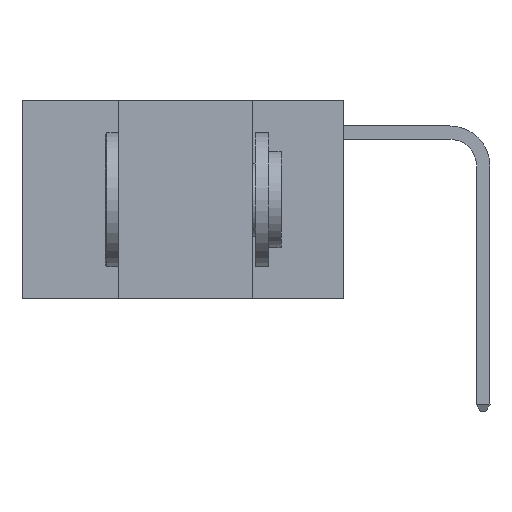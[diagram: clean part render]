
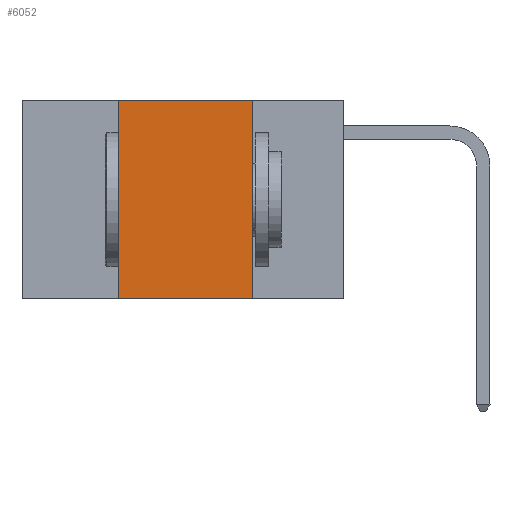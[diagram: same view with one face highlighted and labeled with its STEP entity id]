
A CAD part, left-side view. The second image highlights one B-rep face of the part: STEP entity #6052.
In plain terms, the highlighted planar face has unit normal (-1, 0, 0).
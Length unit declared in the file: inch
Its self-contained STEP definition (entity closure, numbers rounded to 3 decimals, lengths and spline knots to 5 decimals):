
#497 = DIRECTION ( 'NONE',  ( 0., 0., -1. ) ) ;
#895 = LINE ( 'NONE', #976, #11145 ) ;
#976 = CARTESIAN_POINT ( 'NONE',  ( 0., 0.6, 0. ) ) ;
#1610 = LINE ( 'NONE', #6869, #5986 ) ;
#1695 = LINE ( 'NONE', #12270, #1755 ) ;
#1755 = VECTOR ( 'NONE', #16255, 39.37008 ) ;
#2235 = EDGE_LOOP ( 'NONE', ( #17023, #10082, #13397, #8943 ) ) ;
#3286 = LINE ( 'NONE', #8296, #7573 ) ;
#4209 = CARTESIAN_POINT ( 'NONE',  ( 0., 0.17, -0.37 ) ) ;
#4326 = PLANE ( 'NONE',  #6086 ) ;
#5055 = FACE_OUTER_BOUND ( 'NONE', #2235, .T. ) ;
#5587 = DIRECTION ( 'NONE',  ( 0., 0., 1. ) ) ;
#5654 = VERTEX_POINT ( 'NONE', #4209 ) ;
#5875 = CARTESIAN_POINT ( 'NONE',  ( 0., 0.42, -0.37 ) ) ;
#5986 = VECTOR ( 'NONE', #5587, 39.37008 ) ;
#6052 = ADVANCED_FACE ( 'NONE', ( #5055 ), #4326, .F. ) ;
#6086 = AXIS2_PLACEMENT_3D ( 'NONE', #9190, #14413, #6496 ) ;
#6244 = DIRECTION ( 'NONE',  ( 0., -1., 0. ) ) ;
#6496 = DIRECTION ( 'NONE',  ( 0., 0., -1. ) ) ;
#6869 = CARTESIAN_POINT ( 'NONE',  ( 0., 0.42, 0. ) ) ;
#7573 = VECTOR ( 'NONE', #497, 39.37008 ) ;
#8296 = CARTESIAN_POINT ( 'NONE',  ( 0., 0.17, 0. ) ) ;
#8468 = CARTESIAN_POINT ( 'NONE',  ( 0., 0.17, 0. ) ) ;
#8943 = ORIENTED_EDGE ( 'NONE', *, *, #12390, .T. ) ;
#9190 = CARTESIAN_POINT ( 'NONE',  ( 0., 0.6, 0. ) ) ;
#10082 = ORIENTED_EDGE ( 'NONE', *, *, #11240, .F. ) ;
#10664 = CARTESIAN_POINT ( 'NONE',  ( 0., 0.42, 0. ) ) ;
#11145 = VECTOR ( 'NONE', #6244, 39.37008 ) ;
#11240 = EDGE_CURVE ( 'NONE', #15331, #13214, #895, .T. ) ;
#12270 = CARTESIAN_POINT ( 'NONE',  ( 0., 0.6, -0.37 ) ) ;
#12390 = EDGE_CURVE ( 'NONE', #13231, #5654, #1695, .T. ) ;
#13214 = VERTEX_POINT ( 'NONE', #8468 ) ;
#13231 = VERTEX_POINT ( 'NONE', #5875 ) ;
#13397 = ORIENTED_EDGE ( 'NONE', *, *, #13725, .F. ) ;
#13725 = EDGE_CURVE ( 'NONE', #13231, #15331, #1610, .T. ) ;
#14413 = DIRECTION ( 'NONE',  ( 1., 0., 0. ) ) ;
#15331 = VERTEX_POINT ( 'NONE', #10664 ) ;
#16255 = DIRECTION ( 'NONE',  ( 0., -1., 0. ) ) ;
#16993 = EDGE_CURVE ( 'NONE', #13214, #5654, #3286, .T. ) ;
#17023 = ORIENTED_EDGE ( 'NONE', *, *, #16993, .F. ) ;
